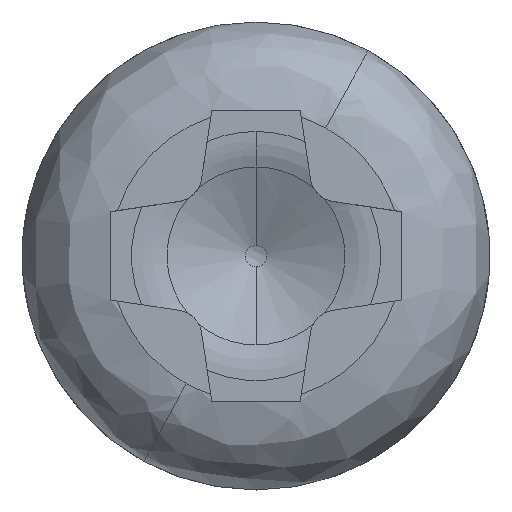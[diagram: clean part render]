
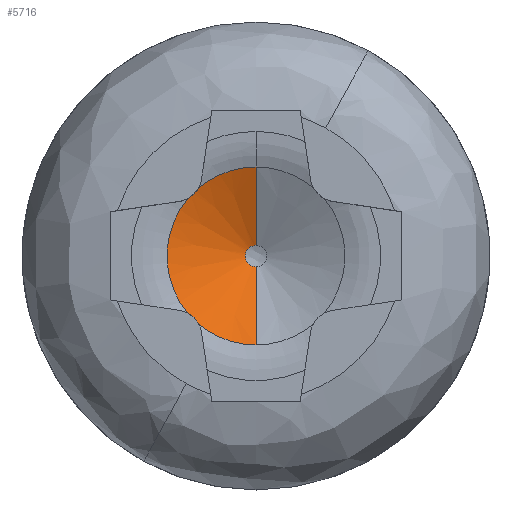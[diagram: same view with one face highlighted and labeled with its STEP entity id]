
A CAD part, top view. The second image highlights one B-rep face of the part: STEP entity #5716.
In plain terms, the highlighted conical face has half-angle 66.261 degrees and reference radius 1.008 mm.
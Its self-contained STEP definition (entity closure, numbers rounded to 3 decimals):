
#54 = CARTESIAN_POINT ( 'NONE',  ( -0.678, -0.72, 0.707 ) ) ;
#67 = AXIS2_PLACEMENT_3D ( 'NONE', #2102, #1065, #1039 ) ;
#233 = VERTEX_POINT ( 'NONE', #4561 ) ;
#275 = EDGE_CURVE ( 'NONE', #5219, #5323, #1309, .T. ) ;
#383 = ORIENTED_EDGE ( 'NONE', *, *, #1094, .F. ) ;
#392 = VERTEX_POINT ( 'NONE', #2422 ) ;
#513 = AXIS2_PLACEMENT_3D ( 'NONE', #5107, #735, #1561 ) ;
#609 = VERTEX_POINT ( 'NONE', #2829 ) ;
#618 = CARTESIAN_POINT ( 'NONE',  ( 0., 0.121, 0.325 ) ) ;
#627 = CARTESIAN_POINT ( 'NONE',  ( 0., -1.008, 0.715 ) ) ;
#735 = DIRECTION ( 'NONE',  ( 0., 0., 1. ) ) ;
#889 = CARTESIAN_POINT ( 'NONE',  ( -0.769, 0.651, 0.715 ) ) ;
#929 = AXIS2_PLACEMENT_3D ( 'NONE', #3451, #4442, #3478 ) ;
#967 = EDGE_LOOP ( 'NONE', ( #2703, #3677, #1675, #3238, #1739, #6011, #1510, #383 ) ) ;
#990 = VECTOR ( 'NONE', #2443, 1000. ) ;
#1039 = DIRECTION ( 'NONE',  ( 0., -1., 0. ) ) ;
#1065 = DIRECTION ( 'NONE',  ( 0., 0., 1. ) ) ;
#1094 = EDGE_CURVE ( 'NONE', #233, #3716, #2622, .T. ) ;
#1100 = DIRECTION ( 'NONE',  ( 0., -0.915, 0.403 ) ) ;
#1307 = DIRECTION ( 'NONE',  ( 0., 1., 0. ) ) ;
#1309 = CIRCLE ( 'NONE', #4467, 1.008 ) ;
#1440 = CARTESIAN_POINT ( 'NONE',  ( 0., 0., 0.715 ) ) ;
#1488 = EDGE_CURVE ( 'NONE', #3662, #392, #3245, .T. ) ;
#1510 = ORIENTED_EDGE ( 'NONE', *, *, #4013, .T. ) ;
#1540 = VERTEX_POINT ( 'NONE', #618 ) ;
#1547 = CARTESIAN_POINT ( 'NONE',  ( 0., 0., 0.715 ) ) ;
#1561 = DIRECTION ( 'NONE',  ( 0., 1., 0. ) ) ;
#1675 = ORIENTED_EDGE ( 'NONE', *, *, #1488, .T. ) ;
#1739 = ORIENTED_EDGE ( 'NONE', *, *, #275, .T. ) ;
#1934 = CARTESIAN_POINT ( 'NONE',  ( 0., 1.008, 0.715 ) ) ;
#1985 = CARTESIAN_POINT ( 'NONE',  ( -0.651, -0.769, 0.715 ) ) ;
#2086 = AXIS2_PLACEMENT_3D ( 'NONE', #1547, #5064, #5458 ) ;
#2102 = CARTESIAN_POINT ( 'NONE',  ( 0., 0., 0.325 ) ) ;
#2297 = CIRCLE ( 'NONE', #2086, 1.008 ) ;
#2422 = CARTESIAN_POINT ( 'NONE',  ( -0.651, 0.769, 0.715 ) ) ;
#2443 = DIRECTION ( 'NONE',  ( 0., 0.915, 0.403 ) ) ;
#2561 = CARTESIAN_POINT ( 'NONE',  ( -0.72, 0.678, 0.707 ) ) ;
#2594 = B_SPLINE_CURVE_WITH_KNOTS ( 'NONE', 3,
 ( #3706, #5673, #54, #1985 ),
 .UNSPECIFIED., .F., .F.,
 ( 4, 4 ),
 ( 0., 0. ),
 .UNSPECIFIED. ) ;
#2622 = LINE ( 'NONE', #627, #3141 ) ;
#2703 = ORIENTED_EDGE ( 'NONE', *, *, #4675, .F. ) ;
#2829 = CARTESIAN_POINT ( 'NONE',  ( -0.651, -0.769, 0.715 ) ) ;
#3010 = CARTESIAN_POINT ( 'NONE',  ( -0.769, 0.651, 0.715 ) ) ;
#3141 = VECTOR ( 'NONE', #1100, 1000. ) ;
#3238 = ORIENTED_EDGE ( 'NONE', *, *, #4349, .T. ) ;
#3245 = CIRCLE ( 'NONE', #513, 1.008 ) ;
#3451 = CARTESIAN_POINT ( 'NONE',  ( 0., 0., 0.715 ) ) ;
#3478 = DIRECTION ( 'NONE',  ( 0., -1., 0. ) ) ;
#3591 = CARTESIAN_POINT ( 'NONE',  ( 0., -1.008, 0.715 ) ) ;
#3662 = VERTEX_POINT ( 'NONE', #5438 ) ;
#3677 = ORIENTED_EDGE ( 'NONE', *, *, #4222, .T. ) ;
#3706 = CARTESIAN_POINT ( 'NONE',  ( -0.769, -0.651, 0.715 ) ) ;
#3716 = VERTEX_POINT ( 'NONE', #3591 ) ;
#3825 = DIRECTION ( 'NONE',  ( 0., 0., 1. ) ) ;
#4013 = EDGE_CURVE ( 'NONE', #609, #3716, #2297, .T. ) ;
#4222 = EDGE_CURVE ( 'NONE', #1540, #3662, #6324, .T. ) ;
#4349 = EDGE_CURVE ( 'NONE', #392, #5219, #4832, .T. ) ;
#4442 = DIRECTION ( 'NONE',  ( 0., 0., 1. ) ) ;
#4467 = AXIS2_PLACEMENT_3D ( 'NONE', #1440, #3825, #1307 ) ;
#4561 = CARTESIAN_POINT ( 'NONE',  ( 0., -0.121, 0.325 ) ) ;
#4675 = EDGE_CURVE ( 'NONE', #1540, #233, #5991, .T. ) ;
#4832 = B_SPLINE_CURVE_WITH_KNOTS ( 'NONE', 3,
 ( #4930, #5908, #2561, #3010 ),
 .UNSPECIFIED., .F., .F.,
 ( 4, 4 ),
 ( 0., 0. ),
 .UNSPECIFIED. ) ;
#4930 = CARTESIAN_POINT ( 'NONE',  ( -0.651, 0.769, 0.715 ) ) ;
#5016 = FACE_OUTER_BOUND ( 'NONE', #967, .T. ) ;
#5064 = DIRECTION ( 'NONE',  ( 0., 0., 1. ) ) ;
#5107 = CARTESIAN_POINT ( 'NONE',  ( 0., 0., 0.715 ) ) ;
#5219 = VERTEX_POINT ( 'NONE', #889 ) ;
#5323 = VERTEX_POINT ( 'NONE', #5407 ) ;
#5407 = CARTESIAN_POINT ( 'NONE',  ( -0.769, -0.651, 0.715 ) ) ;
#5438 = CARTESIAN_POINT ( 'NONE',  ( 0., 1.008, 0.715 ) ) ;
#5458 = DIRECTION ( 'NONE',  ( 0., 1., 0. ) ) ;
#5478 = EDGE_CURVE ( 'NONE', #5323, #609, #2594, .T. ) ;
#5673 = CARTESIAN_POINT ( 'NONE',  ( -0.72, -0.678, 0.707 ) ) ;
#5716 = ADVANCED_FACE ( 'NONE', ( #5016 ), #6036, .F. ) ;
#5908 = CARTESIAN_POINT ( 'NONE',  ( -0.678, 0.72, 0.707 ) ) ;
#5991 = CIRCLE ( 'NONE', #67, 0.121 ) ;
#6011 = ORIENTED_EDGE ( 'NONE', *, *, #5478, .T. ) ;
#6036 = CONICAL_SURFACE ( 'NONE', #929, 1.008, 1.156 ) ;
#6324 = LINE ( 'NONE', #1934, #990 ) ;
